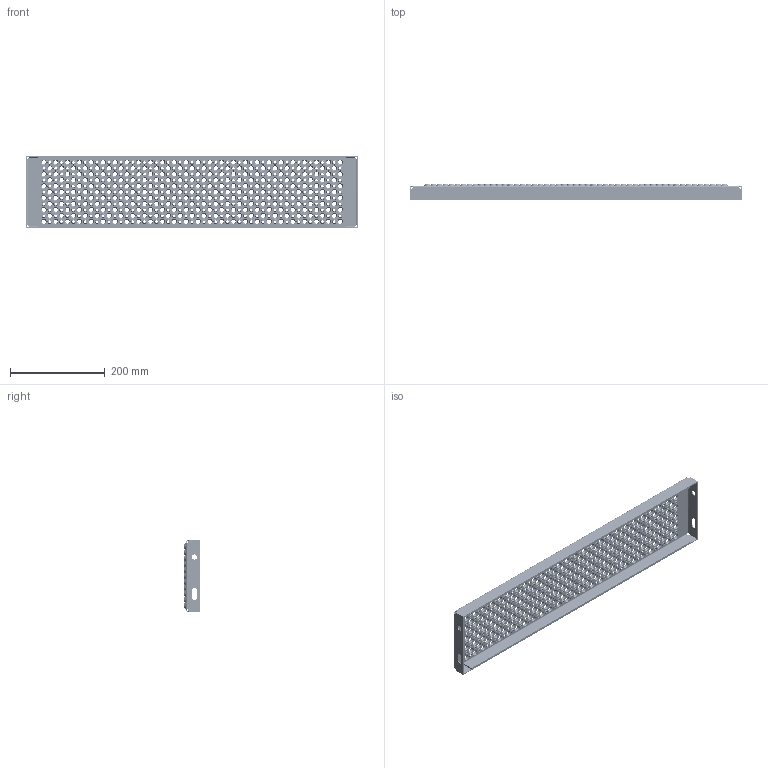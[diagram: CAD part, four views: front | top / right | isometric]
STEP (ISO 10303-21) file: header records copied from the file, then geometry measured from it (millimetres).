
FILE_DESCRIPTION (( 'STEP AP203' ), '1' );
FILE_NAME ('21012_PcP RUSTFRI TRIN_O2_150x700X32mm_M_OPTRÆK_.STEP', '2014-02-17T14:25:36', ( '' ), ( '' ), 'SwSTEP 2.0', 'SolidWorks 2013', '' );
FILE_SCHEMA (( 'CONFIG_CONTROL_DESIGN' ));
Products named in the file (3): PANEL TYPE_O2_150x700X32mm_M_OPTRÆK; FLADSTÅL 25x3x650; 21012_PcP RUSTFRI TRIN_O2_150x700X32mm_M_OPTRÆK_
Assembly tree (3 placements, depth 2):
  21012_PcP RUSTFRI TRIN_O2_150x700X32mm_M_OPTRÆK_
    PANEL TYPE_O2_150x700X32mm_M_OPTRÆK
    FLADSTÅL 25x3x650  x2
Bounding box: 700 x 32 x 150 mm (x, y, z)
Volume: 395211 mm3; surface area: 391627.7 mm2
Topology: 3 solids, 3 shells, 4001 faces, 9148 edges, 5714 vertices
Faces by surface type: cone 2244, cylinder 1150, plane 599, bspline 8
Entity records: 117209 total; most frequent: DIRECTION 22740, CARTESIAN_POINT 19435, ORIENTED_EDGE 18272, AXIS2_PLACEMENT_3D 9643, EDGE_CURVE 9136, VERTEX_POINT 5706, EDGE_LOOP 5686, CIRCLE 5650
